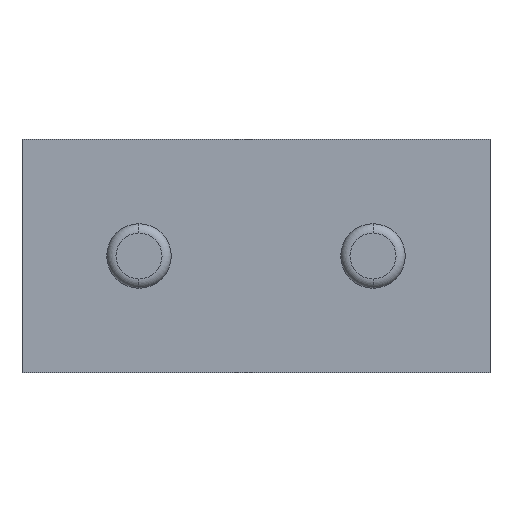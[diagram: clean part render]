
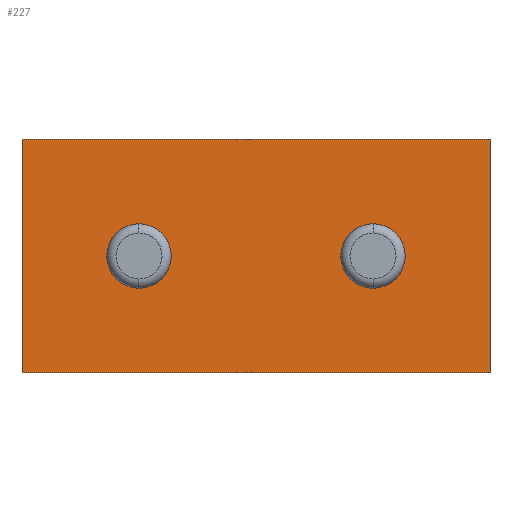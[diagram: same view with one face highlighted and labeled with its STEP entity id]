
A CAD part, front view. The second image highlights one B-rep face of the part: STEP entity #227.
In plain terms, the highlighted planar face has unit normal (0, -1, 0).
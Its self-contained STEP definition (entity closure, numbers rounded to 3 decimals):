
#9 = CARTESIAN_POINT ( 'NONE',  ( 5.08, 0., 0. ) ) ;
#13 = AXIS2_PLACEMENT_3D ( 'NONE', #417, #1241, #439 ) ;
#28 = VERTEX_POINT ( 'NONE', #1330 ) ;
#33 = ORIENTED_EDGE ( 'NONE', *, *, #1081, .T. ) ;
#48 = EDGE_LOOP ( 'NONE', ( #290, #744 ) ) ;
#76 = VERTEX_POINT ( 'NONE', #952 ) ;
#108 = VERTEX_POINT ( 'NONE', #1042 ) ;
#122 = CARTESIAN_POINT ( 'NONE',  ( 3.81, 0., 1.62 ) ) ;
#138 = EDGE_CURVE ( 'NONE', #514, #671, #774, .T. ) ;
#164 = DIRECTION ( 'NONE',  ( 1., 0., 0. ) ) ;
#183 = EDGE_CURVE ( 'NONE', #917, #872, #186, .T. ) ;
#184 = ORIENTED_EDGE ( 'NONE', *, *, #617, .F. ) ;
#186 = LINE ( 'NONE', #930, #925 ) ;
#187 = DIRECTION ( 'NONE',  ( 0., 0., -1. ) ) ;
#215 = CARTESIAN_POINT ( 'NONE',  ( 1.27, 0., 1.27 ) ) ;
#227 = ADVANCED_FACE ( 'NONE', ( #1017, #1235, #1204 ), #1313, .F. ) ;
#242 = CARTESIAN_POINT ( 'NONE',  ( 5.08, 0., 2.54 ) ) ;
#258 = DIRECTION ( 'NONE',  ( 0., -1., 0. ) ) ;
#290 = ORIENTED_EDGE ( 'NONE', *, *, #1300, .F. ) ;
#353 = ORIENTED_EDGE ( 'NONE', *, *, #1152, .F. ) ;
#361 = CIRCLE ( 'NONE', #582, 0.35 ) ;
#362 = CARTESIAN_POINT ( 'NONE',  ( 3.81, 0., 1.27 ) ) ;
#379 = VECTOR ( 'NONE', #187, 1000. ) ;
#416 = DIRECTION ( 'NONE',  ( 0., -1., 0. ) ) ;
#417 = CARTESIAN_POINT ( 'NONE',  ( 0., 0., 2.54 ) ) ;
#439 = DIRECTION ( 'NONE',  ( 0., 0., 1. ) ) ;
#514 = VERTEX_POINT ( 'NONE', #730 ) ;
#525 = VERTEX_POINT ( 'NONE', #1027 ) ;
#526 = CARTESIAN_POINT ( 'NONE',  ( 1.27, 0., 1.27 ) ) ;
#571 = DIRECTION ( 'NONE',  ( 0., 0., 1. ) ) ;
#582 = AXIS2_PLACEMENT_3D ( 'NONE', #215, #859, #571 ) ;
#617 = EDGE_CURVE ( 'NONE', #28, #525, #361, .T. ) ;
#635 = CARTESIAN_POINT ( 'NONE',  ( 0., 0., 2.54 ) ) ;
#645 = CIRCLE ( 'NONE', #844, 0.35 ) ;
#671 = VERTEX_POINT ( 'NONE', #122 ) ;
#718 = ORIENTED_EDGE ( 'NONE', *, *, #183, .T. ) ;
#730 = CARTESIAN_POINT ( 'NONE',  ( 3.81, 0., 0.92 ) ) ;
#744 = ORIENTED_EDGE ( 'NONE', *, *, #138, .F. ) ;
#774 = CIRCLE ( 'NONE', #1113, 0.35 ) ;
#805 = DIRECTION ( 'NONE',  ( 0., 0., 1. ) ) ;
#844 = AXIS2_PLACEMENT_3D ( 'NONE', #526, #416, #946 ) ;
#859 = DIRECTION ( 'NONE',  ( 0., -1., 0. ) ) ;
#872 = VERTEX_POINT ( 'NONE', #9 ) ;
#876 = DIRECTION ( 'NONE',  ( 0., 0., 1. ) ) ;
#880 = DIRECTION ( 'NONE',  ( 0., 0., -1. ) ) ;
#899 = EDGE_CURVE ( 'NONE', #108, #872, #998, .T. ) ;
#917 = VERTEX_POINT ( 'NONE', #1205 ) ;
#925 = VECTOR ( 'NONE', #164, 1000. ) ;
#930 = CARTESIAN_POINT ( 'NONE',  ( 0., 0., 0. ) ) ;
#946 = DIRECTION ( 'NONE',  ( 0., 0., 1. ) ) ;
#952 = CARTESIAN_POINT ( 'NONE',  ( 0., 0., 2.54 ) ) ;
#998 = LINE ( 'NONE', #242, #1253 ) ;
#1017 = FACE_BOUND ( 'NONE', #48, .T. ) ;
#1023 = LINE ( 'NONE', #1336, #379 ) ;
#1027 = CARTESIAN_POINT ( 'NONE',  ( 1.27, 0., 0.92 ) ) ;
#1035 = DIRECTION ( 'NONE',  ( 1., 0., 0. ) ) ;
#1042 = CARTESIAN_POINT ( 'NONE',  ( 5.08, 0., 2.54 ) ) ;
#1044 = EDGE_LOOP ( 'NONE', ( #718, #1065, #353, #33 ) ) ;
#1055 = VECTOR ( 'NONE', #1035, 1000. ) ;
#1065 = ORIENTED_EDGE ( 'NONE', *, *, #899, .F. ) ;
#1081 = EDGE_CURVE ( 'NONE', #76, #917, #1023, .T. ) ;
#1113 = AXIS2_PLACEMENT_3D ( 'NONE', #362, #1280, #876 ) ;
#1152 = EDGE_CURVE ( 'NONE', #76, #108, #1167, .T. ) ;
#1167 = LINE ( 'NONE', #635, #1055 ) ;
#1204 = FACE_BOUND ( 'NONE', #1325, .T. ) ;
#1205 = CARTESIAN_POINT ( 'NONE',  ( 0., 0., 0. ) ) ;
#1212 = CARTESIAN_POINT ( 'NONE',  ( 3.81, 0., 1.27 ) ) ;
#1235 = FACE_OUTER_BOUND ( 'NONE', #1044, .T. ) ;
#1241 = DIRECTION ( 'NONE',  ( 0., 1., 0. ) ) ;
#1253 = VECTOR ( 'NONE', #880, 1000. ) ;
#1257 = CIRCLE ( 'NONE', #1275, 0.35 ) ;
#1270 = ORIENTED_EDGE ( 'NONE', *, *, #1354, .F. ) ;
#1275 = AXIS2_PLACEMENT_3D ( 'NONE', #1212, #258, #805 ) ;
#1280 = DIRECTION ( 'NONE',  ( 0., -1., 0. ) ) ;
#1300 = EDGE_CURVE ( 'NONE', #671, #514, #1257, .T. ) ;
#1313 = PLANE ( 'NONE',  #13 ) ;
#1325 = EDGE_LOOP ( 'NONE', ( #184, #1270 ) ) ;
#1330 = CARTESIAN_POINT ( 'NONE',  ( 1.27, 0., 1.62 ) ) ;
#1336 = CARTESIAN_POINT ( 'NONE',  ( 0., 0., 2.54 ) ) ;
#1354 = EDGE_CURVE ( 'NONE', #525, #28, #645, .T. ) ;
